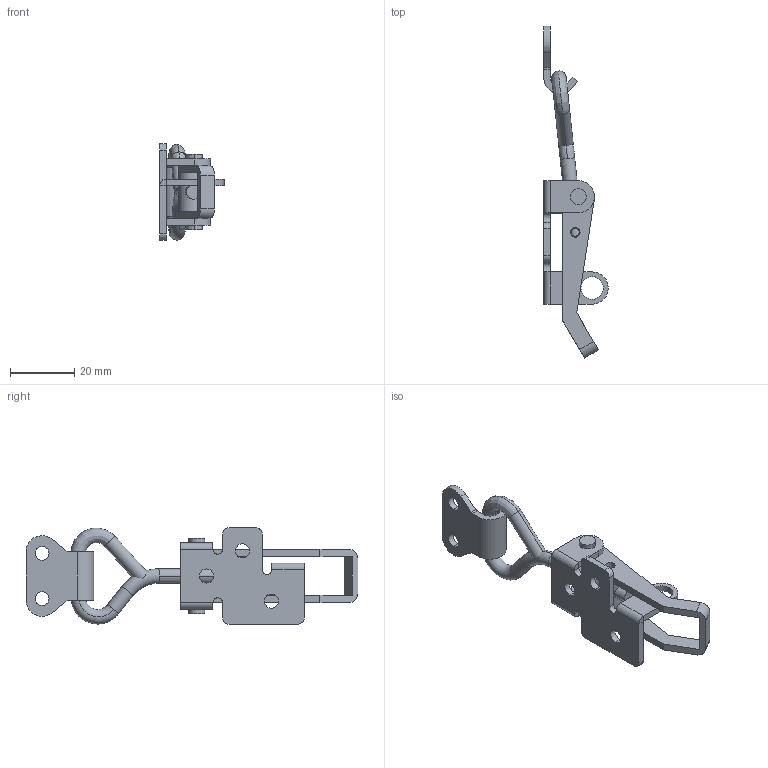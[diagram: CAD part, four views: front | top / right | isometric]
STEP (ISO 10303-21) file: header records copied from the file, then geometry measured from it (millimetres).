
FILE_DESCRIPTION((''),'2;1');
FILE_NAME('10031446_ASM','2021-05-19T',('awiedenmann'),('Albert Ziegler GmbH Co.KG'),'PRO/ENGINEER BY PARAMETRIC TECHNOLOGY CORPORATION, 2017170','PRO/ENGINEER BY PARAMETRIC TECHNOLOGY CORPORATION, 2017170','');
FILE_SCHEMA(('CONFIG_CONTROL_DESIGN'));
Length unit declared in the file: millimetre
Products named in the file (7): 10031446_10; 846A-2-3_HERHANG_; 846A-2-7_HERHANG_; 846A-2-5_HERHANG_; 846A-2-4_HERHANG_; 846A-2-2_HERHANG_; 10031446_ASM
Assembly tree (7 placements, depth 2):
  10031446_ASM
    10031446_10
    846A-2-3_HERHANG_
    846A-2-7_HERHANG_  x2
    846A-2-5_HERHANG_
    846A-2-4_HERHANG_
    846A-2-2_HERHANG_
Bounding box: 20 x 103 x 30 mm (x, y, z)
Volume: 7329.4 mm3; surface area: 8707.8 mm2
Topology: 7 solids, 7 shells, 145 faces, 375 edges, 255 vertices
Faces by surface type: cylinder 78, plane 61, torus 4, bspline 2
Entity records: 5350 total; most frequent: CARTESIAN_POINT 1684, DIRECTION 788, ORIENTED_EDGE 696, EDGE_CURVE 348, AXIS2_PLACEMENT_3D 300, VERTEX_POINT 225, VECTOR 188, LINE 188
